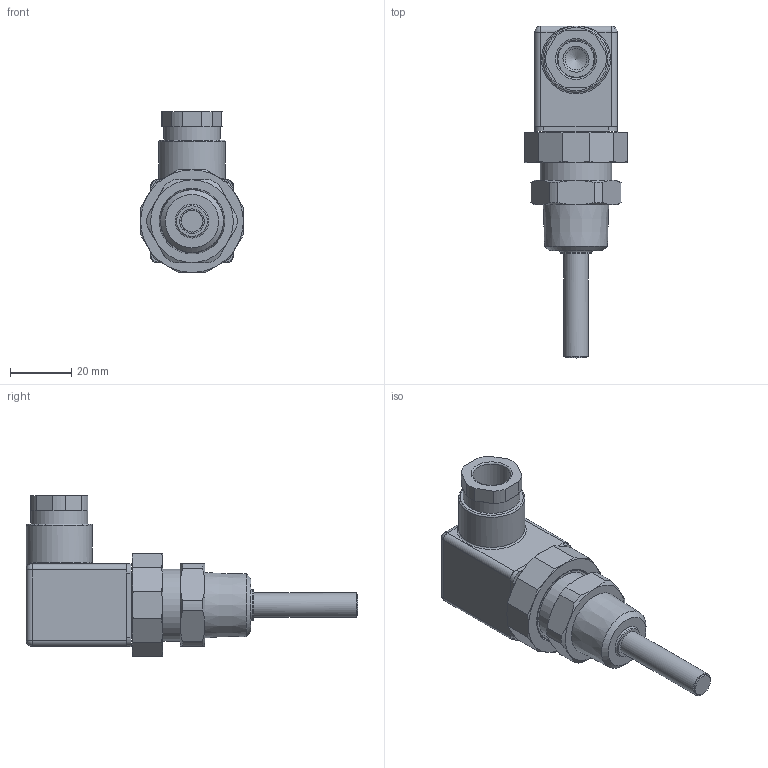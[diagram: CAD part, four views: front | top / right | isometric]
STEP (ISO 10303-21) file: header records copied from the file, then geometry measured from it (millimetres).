
FILE_DESCRIPTION((''),'2;1');
FILE_NAME('WEB084Z3031.step','2015-07-22T10:43:05',(''),(''),'Autodesk Inventor 2012','Autodesk Inventor 2012','');
FILE_SCHEMA(('AUTOMOTIVE_DESIGN { 1 2 10303 214 0 1 1 1 }'));
Length unit declared in the file: millimetre
Products named in the file (1): WEB084Z3031
Bounding box: 33.5 x 108.36 x 52.55 mm (x, y, z)
Volume: 52929.1 mm3; surface area: 13157.6 mm2
Topology: 1 solids, 1 shells, 171 faces, 408 edges, 255 vertices
Faces by surface type: plane 71, cone 46, cylinder 41, torus 6, sphere 5, bspline 2
Full cylindrical faces by diameter (mm): 6 x1, 6.8 x1, 6.95 x1, 7 x1, 7.2 x1, 8 x1, 8.5 x1, 10 x1, 11.8 x1, 12.4 x1, 18.6 x1, 21.4 x1, 21.6 x1, 22.1 x1, 23.5 x1, 25.376 x1
Entity records: 4907 total; most frequent: CARTESIAN_POINT 1085, DIRECTION 754, ORIENTED_EDGE 738, EDGE_CURVE 369, AXIS2_PLACEMENT_3D 321, VERTEX_POINT 246, EDGE_LOOP 217, FACE_OUTER_BOUND 171
